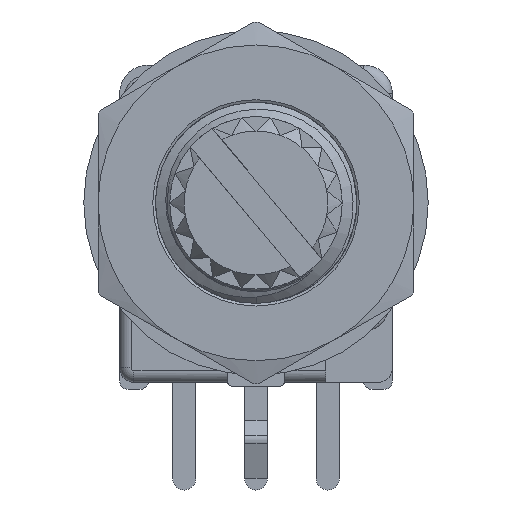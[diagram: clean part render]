
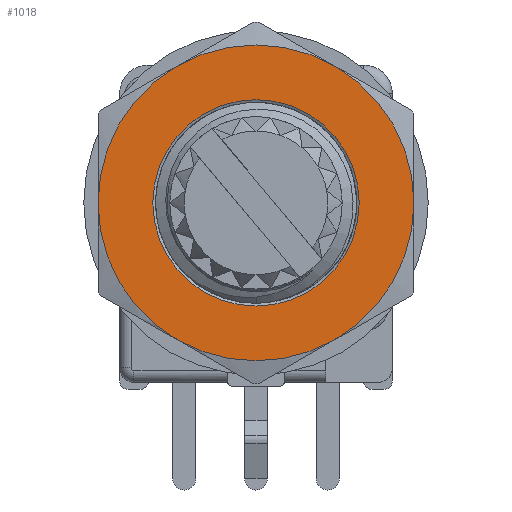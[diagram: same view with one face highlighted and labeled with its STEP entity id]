
A CAD part, front view. The second image highlights one B-rep face of the part: STEP entity #1018.
In plain terms, the highlighted planar face has unit normal (0, -1, 0).
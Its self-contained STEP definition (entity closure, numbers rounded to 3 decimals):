
#1018=ADVANCED_FACE('',(#9005,#9007),#9009,.T.);
#9005=FACE_BOUND('',#9006,.T.);
#9006=EDGE_LOOP('',(#12163,#12164,#12165,#12166,#12167,#12168));
#9007=FACE_BOUND('',#9008,.T.);
#9008=EDGE_LOOP('',(#12169));
#9009=PLANE('',#9010);
#9010=AXIS2_PLACEMENT_3D('',#9011,#9012,#9013);
#9011=CARTESIAN_POINT('',(0.,-3.3,6.5));
#9012=DIRECTION('',(0.,-1.,0.));
#9013=DIRECTION('',(0.,0.,-1.));
#12163=ORIENTED_EDGE('',*,*,#13531,.F.);
#12164=ORIENTED_EDGE('',*,*,#13532,.F.);
#12165=ORIENTED_EDGE('',*,*,#13533,.F.);
#12166=ORIENTED_EDGE('',*,*,#13534,.F.);
#12167=ORIENTED_EDGE('',*,*,#13535,.F.);
#12168=ORIENTED_EDGE('',*,*,#13536,.F.);
#12169=ORIENTED_EDGE('',*,*,#13518,.T.);
#13518=EDGE_CURVE('',#14406,#14406,#14407,.T.);
#13531=EDGE_CURVE('',#14428,#14429,#14430,.T.);
#13532=EDGE_CURVE('',#14431,#14428,#14432,.T.);
#13533=EDGE_CURVE('',#14433,#14431,#14434,.T.);
#13534=EDGE_CURVE('',#14435,#14433,#14436,.T.);
#13535=EDGE_CURVE('',#14437,#14435,#14438,.T.);
#13536=EDGE_CURVE('',#14429,#14437,#14439,.T.);
#14406=VERTEX_POINT('',#17701);
#14407=CIRCLE('',#17702,3.594);
#14428=VERTEX_POINT('',#18268);
#14429=VERTEX_POINT('',#18269);
#14430=CIRCLE('',#18270,5.5);
#14431=VERTEX_POINT('',#18274);
#14432=CIRCLE('',#18275,5.5);
#14433=VERTEX_POINT('',#18279);
#14434=CIRCLE('',#18280,5.5);
#14435=VERTEX_POINT('',#18284);
#14436=CIRCLE('',#18285,5.5);
#14437=VERTEX_POINT('',#18289);
#14438=CIRCLE('',#18290,5.5);
#14439=CIRCLE('',#18294,5.5);
#17701=CARTESIAN_POINT('',(0.,-3.3,2.906));
#17702=AXIS2_PLACEMENT_3D('',#17703,#17704,#17705);
#17703=CARTESIAN_POINT('',(0.,-3.3,6.5));
#17704=DIRECTION('',(-0.,1.,-0.));
#17705=DIRECTION('',(0.,0.,-1.));
#18268=CARTESIAN_POINT('',(5.5,-3.3,6.5));
#18269=CARTESIAN_POINT('',(2.75,-3.3,1.737));
#18270=AXIS2_PLACEMENT_3D('',#18271,#18272,#18273);
#18271=CARTESIAN_POINT('',(0.,-3.3,6.5));
#18272=DIRECTION('',(0.,1.,0.));
#18273=DIRECTION('',(1.,0.,0.));
#18274=CARTESIAN_POINT('',(2.75,-3.3,11.263));
#18275=AXIS2_PLACEMENT_3D('',#18276,#18277,#18278);
#18276=CARTESIAN_POINT('',(0.,-3.3,6.5));
#18277=DIRECTION('',(0.,1.,0.));
#18278=DIRECTION('',(0.5,0.,0.866));
#18279=CARTESIAN_POINT('',(-2.75,-3.3,11.263));
#18280=AXIS2_PLACEMENT_3D('',#18281,#18282,#18283);
#18281=CARTESIAN_POINT('',(0.,-3.3,6.5));
#18282=DIRECTION('',(0.,1.,0.));
#18283=DIRECTION('',(-0.5,0.,0.866));
#18284=CARTESIAN_POINT('',(-5.5,-3.3,6.5));
#18285=AXIS2_PLACEMENT_3D('',#18286,#18287,#18288);
#18286=CARTESIAN_POINT('',(0.,-3.3,6.5));
#18287=DIRECTION('',(0.,1.,0.));
#18288=DIRECTION('',(-1.,0.,0.));
#18289=CARTESIAN_POINT('',(-2.75,-3.3,1.737));
#18290=AXIS2_PLACEMENT_3D('',#18291,#18292,#18293);
#18291=CARTESIAN_POINT('',(0.,-3.3,6.5));
#18292=DIRECTION('',(0.,1.,0.));
#18293=DIRECTION('',(-0.5,0.,-0.866));
#18294=AXIS2_PLACEMENT_3D('',#18295,#18296,#18297);
#18295=CARTESIAN_POINT('',(0.,-3.3,6.5));
#18296=DIRECTION('',(0.,1.,0.));
#18297=DIRECTION('',(0.5,0.,-0.866));
